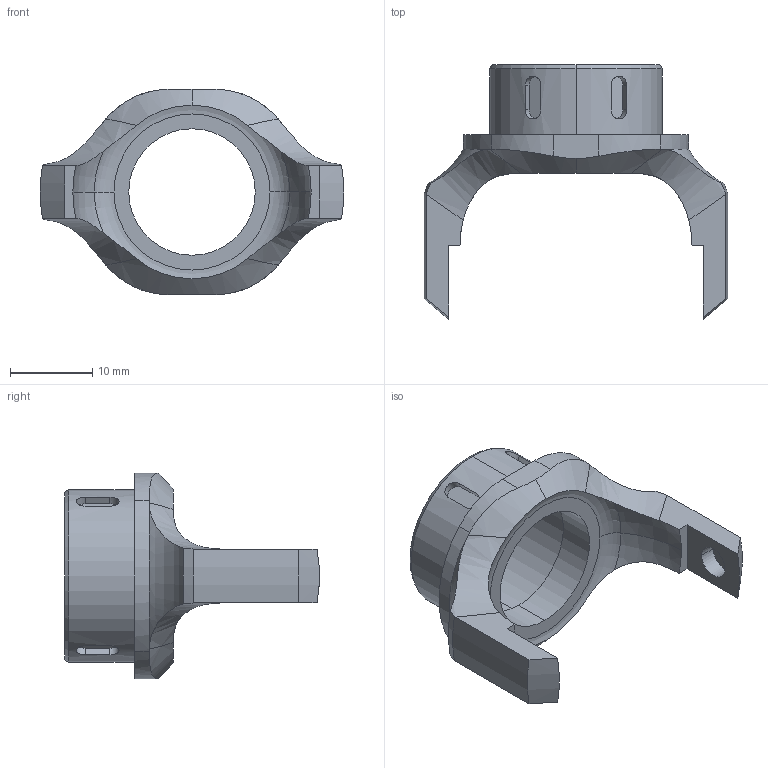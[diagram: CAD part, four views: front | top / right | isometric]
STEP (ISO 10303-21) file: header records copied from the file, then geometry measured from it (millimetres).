
FILE_DESCRIPTION (( 'STEP AP214' ), '1' );
FILE_NAME ('SWITCH UR.STEP', '2020-02-26T17:43:18', ( '' ), ( '' ), 'SwSTEP 2.0', 'SolidWorks 2019', '' );
FILE_SCHEMA (( 'AUTOMOTIVE_DESIGN' ));
Length unit declared in the file: millimetre
Products named in the file (1): SWITCH UR
Bounding box: 36.93 x 30.97 x 25 mm (x, y, z)
Volume: 3149.6 mm3; surface area: 3478.8 mm2
Topology: 1 solids, 1 shells, 78 faces, 193 edges, 126 vertices
Faces by surface type: plane 29, cylinder 28, cone 9, torus 8, bspline 4
Entity records: 2751 total; most frequent: CARTESIAN_POINT 911, ORIENTED_EDGE 386, DIRECTION 359, EDGE_CURVE 193, AXIS2_PLACEMENT_3D 144, VERTEX_POINT 126, EDGE_LOOP 89, ADVANCED_FACE 78
